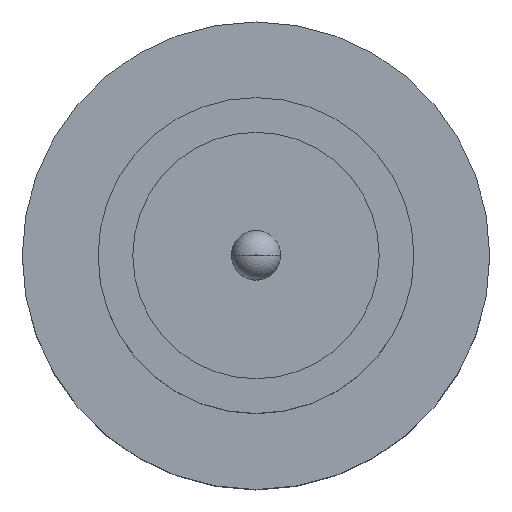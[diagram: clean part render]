
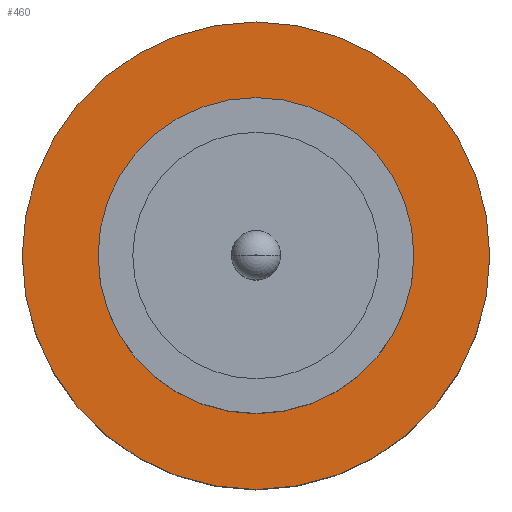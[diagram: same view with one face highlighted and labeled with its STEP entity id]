
A CAD part, top view. The second image highlights one B-rep face of the part: STEP entity #460.
In plain terms, the highlighted planar face has unit normal (0, 0, 1).
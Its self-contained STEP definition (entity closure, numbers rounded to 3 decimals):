
#1 = EDGE_CURVE ( 'NONE', #355, #445, #357, .T. ) ;
#16 = CARTESIAN_POINT ( 'NONE',  ( 0., 0., 1.55 ) ) ;
#44 = EDGE_LOOP ( 'NONE', ( #317, #318 ) ) ;
#45 = CARTESIAN_POINT ( 'NONE',  ( 0., 0., 1.55 ) ) ;
#61 = AXIS2_PLACEMENT_3D ( 'NONE', #16, #429, #370 ) ;
#69 = DIRECTION ( 'NONE',  ( 0., 0., 1. ) ) ;
#94 = VERTEX_POINT ( 'NONE', #452 ) ;
#147 = DIRECTION ( 'NONE',  ( 1., 0., 0. ) ) ;
#150 = FACE_BOUND ( 'NONE', #242, .T. ) ;
#160 = EDGE_CURVE ( 'NONE', #94, #409, #622, .T. ) ;
#182 = DIRECTION ( 'NONE',  ( 1., 0., 0. ) ) ;
#233 = AXIS2_PLACEMENT_3D ( 'NONE', #847, #69, #147 ) ;
#242 = EDGE_LOOP ( 'NONE', ( #711, #319 ) ) ;
#250 = CARTESIAN_POINT ( 'NONE',  ( 0., 0., 1.55 ) ) ;
#258 = DIRECTION ( 'NONE',  ( 0., 0., 1. ) ) ;
#259 = DIRECTION ( 'NONE',  ( 1., 0., 0. ) ) ;
#284 = CIRCLE ( 'NONE', #474, 1.85 ) ;
#317 = ORIENTED_EDGE ( 'NONE', *, *, #816, .T. ) ;
#318 = ORIENTED_EDGE ( 'NONE', *, *, #160, .T. ) ;
#319 = ORIENTED_EDGE ( 'NONE', *, *, #1, .F. ) ;
#320 = FACE_OUTER_BOUND ( 'NONE', #44, .T. ) ;
#355 = VERTEX_POINT ( 'NONE', #610 ) ;
#357 = CIRCLE ( 'NONE', #61, 1.25 ) ;
#370 = DIRECTION ( 'NONE',  ( 1., 0., 0. ) ) ;
#409 = VERTEX_POINT ( 'NONE', #608 ) ;
#429 = DIRECTION ( 'NONE',  ( 0., 0., 1. ) ) ;
#445 = VERTEX_POINT ( 'NONE', #613 ) ;
#452 = CARTESIAN_POINT ( 'NONE',  ( 1.85, 0., 1.55 ) ) ;
#460 = ADVANCED_FACE ( 'NONE', ( #150, #320 ), #481, .T. ) ;
#474 = AXIS2_PLACEMENT_3D ( 'NONE', #250, #535, #259 ) ;
#481 = PLANE ( 'NONE',  #233 ) ;
#520 = AXIS2_PLACEMENT_3D ( 'NONE', #45, #529, #897 ) ;
#527 = AXIS2_PLACEMENT_3D ( 'NONE', #815, #258, #182 ) ;
#529 = DIRECTION ( 'NONE',  ( 0., 0., 1. ) ) ;
#535 = DIRECTION ( 'NONE',  ( 0., 0., 1. ) ) ;
#608 = CARTESIAN_POINT ( 'NONE',  ( -1.85, 0., 1.55 ) ) ;
#610 = CARTESIAN_POINT ( 'NONE',  ( -1.25, 0., 1.55 ) ) ;
#613 = CARTESIAN_POINT ( 'NONE',  ( 1.25, 0., 1.55 ) ) ;
#622 = CIRCLE ( 'NONE', #527, 1.85 ) ;
#666 = CIRCLE ( 'NONE', #520, 1.25 ) ;
#711 = ORIENTED_EDGE ( 'NONE', *, *, #870, .F. ) ;
#815 = CARTESIAN_POINT ( 'NONE',  ( 0., 0., 1.55 ) ) ;
#816 = EDGE_CURVE ( 'NONE', #409, #94, #284, .T. ) ;
#847 = CARTESIAN_POINT ( 'NONE',  ( 0., 0., 1.55 ) ) ;
#870 = EDGE_CURVE ( 'NONE', #445, #355, #666, .T. ) ;
#897 = DIRECTION ( 'NONE',  ( 1., 0., 0. ) ) ;
